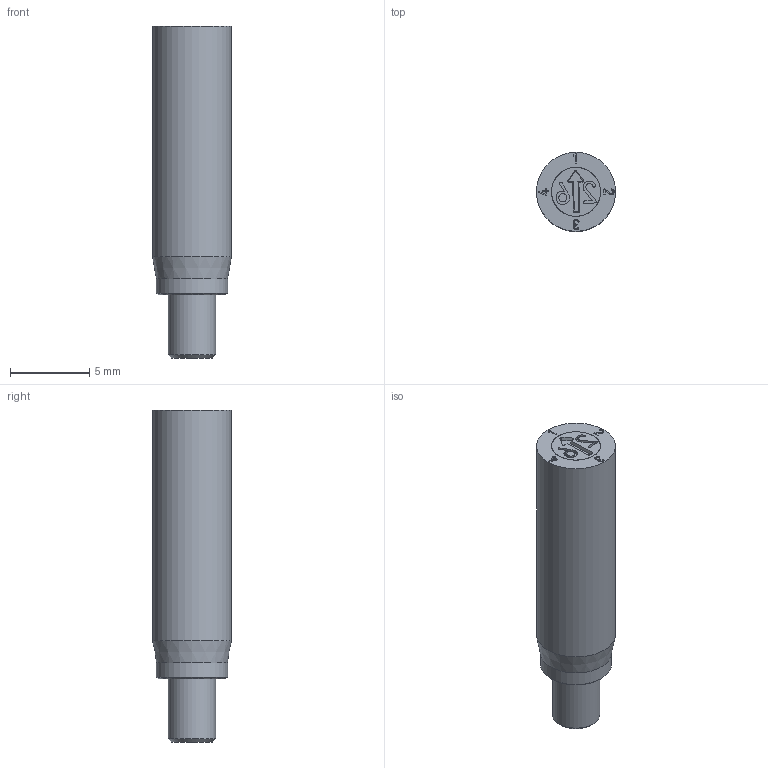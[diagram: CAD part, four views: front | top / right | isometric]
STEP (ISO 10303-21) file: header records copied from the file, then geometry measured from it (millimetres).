
FILE_DESCRIPTION(/* description */ (''),/* implementation_level */ '2;1');
FILE_NAME(/* name */ 'Dati-1200_K$5$Jahr.stp',/* time_stamp */ '2025-08-07T16:58:32+02:00',/* author */ ('olafg'),/* organization */ (''),/* preprocessor_version */ 'ST-DEVELOPER v20',/* originating_system */ 'Autodesk Inventor 2024',/* authorisation */ '');
FILE_SCHEMA (('AUTOMOTIVE_DESIGN { 1 0 10303 214 3 1 1 }'));
Length unit declared in the file: millimetre
Products named in the file (4): Zusammenbau 1005; 1005-01-00 Hülse; 2005-05-00 Stelleinsatz; Gewindestift M3x6
Assembly tree (3 placements, depth 2):
  Zusammenbau 1005
    1005-01-00 Hülse
    2005-05-00 Stelleinsatz
    Gewindestift M3x6
Bounding box: 5 x 5 x 21 mm (x, y, z)
Volume: 287.2 mm3; surface area: 577.3 mm2
Topology: 3 solids, 4 shells, 166 faces, 443 edges, 295 vertices
Faces by surface type: bspline 82, plane 58, cone 16, cylinder 9, torus 1
Full cylindrical faces by diameter (mm): 1.6 x2, 3 x2, 3.1 x2, 4.5 x1, 5 x1
Entity records: 5875 total; most frequent: CARTESIAN_POINT 2117, ORIENTED_EDGE 886, DIRECTION 498, EDGE_CURVE 443, VERTEX_POINT 295, LINE 224, VECTOR 224, EDGE_LOOP 178
